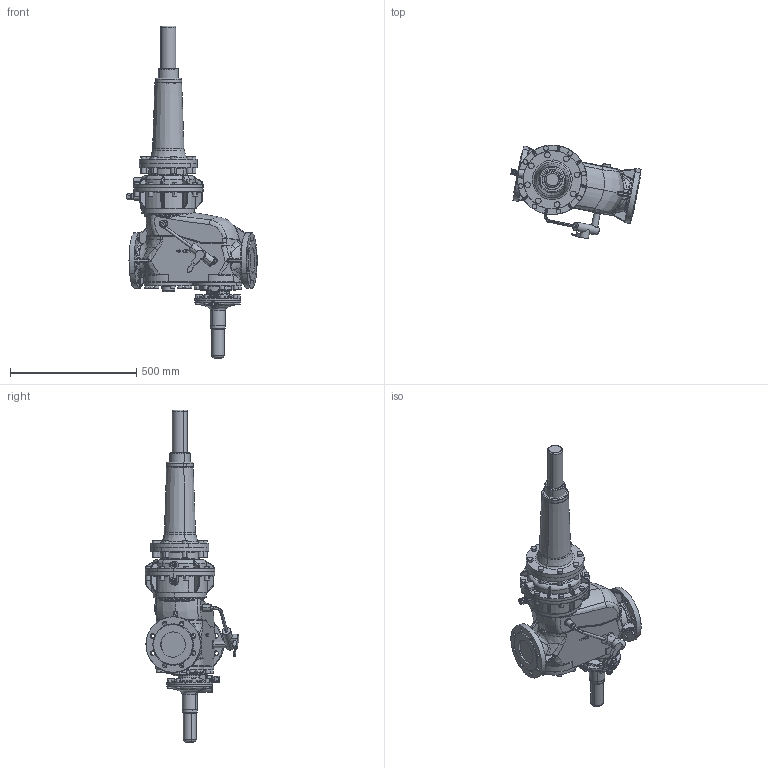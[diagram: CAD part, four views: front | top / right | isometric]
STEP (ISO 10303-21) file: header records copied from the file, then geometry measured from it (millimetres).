
FILE_DESCRIPTION(('CATIA V5 STEP'),'2;1');
FILE_NAME('RS 251 DN 100-275-HDS-links.stp','2014-03-31T06:27:54+00:00',('none'),('none'),'CATIA Version 5 Release 19 SP 9 (IN-10)','CATIA V5 STEP AP203 Edition 2','none');
FILE_SCHEMA(('AP203_CONFIGURATION_CONTROLLED_3D_DESIGN_OF_MECHANICAL_PARTS_AND_ASSEMBLIES_MIM_LF { 1 0 10303 403 2 1 2}'));
Products named in the file (3): Product1; RS 251 DN 100-275; HD-Spindel_AllCATPart
Assembly tree (2 placements, depth 2):
  Product1
    RS 251 DN 100-275
    HD-Spindel_AllCATPart
Bounding box: 516.19 x 370.77 x 1315 mm (x, y, z)
Volume: 35141877.8 mm3; surface area: 1313054.1 mm2
Topology: 2 solids, 27 shells, 2385 faces, 5754 edges, 3379 vertices
Faces by surface type: cylinder 737, bspline 591, torus 439, plane 384, cone 132, sphere 100, revolution 2
Entity records: 116182 total; most frequent: CARTESIAN_POINT 69959, ORIENTED_EDGE 11232, DIRECTION 6127, EDGE_CURVE 5616, AXIS2_PLACEMENT_3D 3521, VERTEX_POINT 3380, EDGE_LOOP 2516, ADVANCED_FACE 2384
